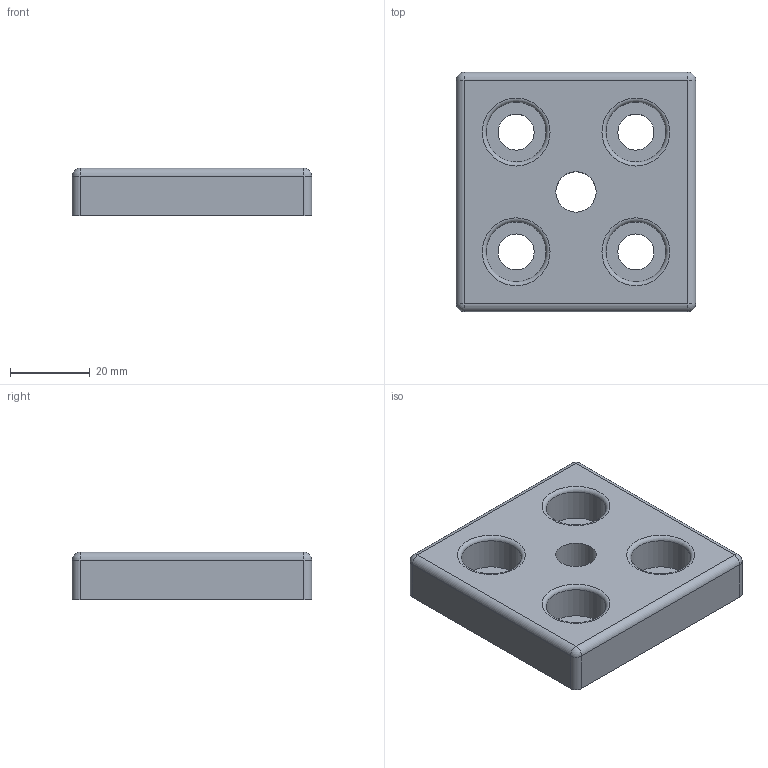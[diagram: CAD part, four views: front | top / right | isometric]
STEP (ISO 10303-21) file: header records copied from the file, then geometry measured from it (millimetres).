
FILE_DESCRIPTION(/* description */ ('STEP AP214'),/* implementation_level */ '2;1');
FILE_NAME(/* name */ '093T60601208R',/* time_stamp */ '2022-09-13T10:11:32+02:00',/* author */ ('License CC BY-ND 4.0'),/* organization */ ('CADENAS'),/* preprocessor_version */ 'ST-DEVELOPER v18.102',/* originating_system */ 'PARTsolutions',/* authorisation */ ' ');
FILE_SCHEMA (('AUTOMOTIVE_DESIGN {1 0 10303 214 3 1 1}'));
Length unit declared in the file: millimetre
Products named in the file (1): 093T60601208R
Bounding box: 60 x 60 x 12 mm (x, y, z)
Volume: 23392.8 mm3; surface area: 16192.9 mm2
Topology: 1 solids, 1 shells, 100 faces, 262 edges, 168 vertices
Faces by surface type: cylinder 58, plane 34, sphere 4, torus 4
Full cylindrical faces by diameter (mm): 9 x4, 10.106 x1, 15 x4
Entity records: 3035 total; most frequent: DIRECTION 563, CARTESIAN_POINT 506, ORIENTED_EDGE 482, EDGE_CURVE 241, AXIS2_PLACEMENT_3D 221, VERTEX_POINT 164, EDGE_LOOP 131, FACE_BOUND 131
